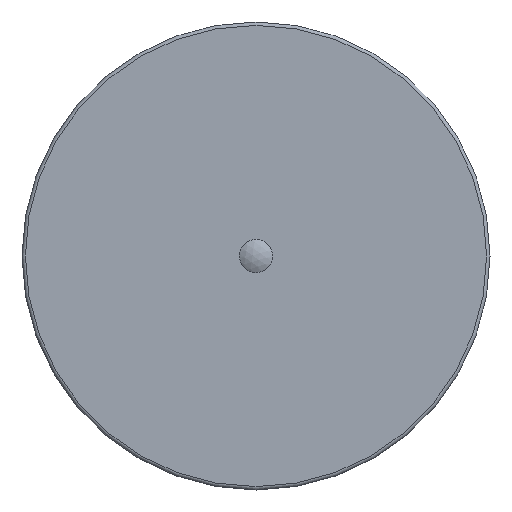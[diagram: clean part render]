
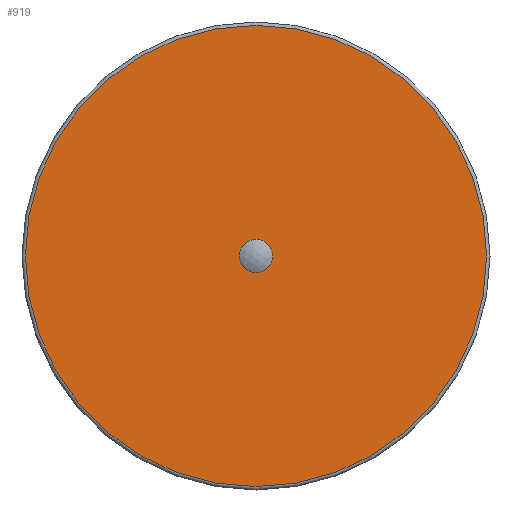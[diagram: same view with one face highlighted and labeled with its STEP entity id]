
A CAD part, front view. The second image highlights one B-rep face of the part: STEP entity #919.
In plain terms, the highlighted planar face has unit normal (0, -1, 0).
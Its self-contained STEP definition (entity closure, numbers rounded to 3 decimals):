
#52=FACE_BOUND('',#194,.T.);
#78=PLANE('',#1040);
#135=FACE_OUTER_BOUND('',#193,.T.);
#193=EDGE_LOOP('',(#768,#769));
#194=EDGE_LOOP('',(#770,#771));
#290=CIRCLE('',#952,3.873);
#291=CIRCLE('',#953,3.873);
#337=CIRCLE('',#1041,84.5);
#338=CIRCLE('',#1042,84.5);
#348=VERTEX_POINT('',#1328);
#349=VERTEX_POINT('',#1330);
#428=VERTEX_POINT('',#1675);
#429=VERTEX_POINT('',#1676);
#438=EDGE_CURVE('',#349,#348,#290,.T.);
#439=EDGE_CURVE('',#348,#349,#291,.T.);
#549=EDGE_CURVE('',#428,#429,#337,.T.);
#550=EDGE_CURVE('',#429,#428,#338,.T.);
#768=ORIENTED_EDGE('',*,*,#549,.F.);
#769=ORIENTED_EDGE('',*,*,#550,.F.);
#770=ORIENTED_EDGE('',*,*,#438,.T.);
#771=ORIENTED_EDGE('',*,*,#439,.T.);
#919=ADVANCED_FACE('',(#135,#52),#78,.T.);
#952=AXIS2_PLACEMENT_3D('',#1331,#1068,#1069);
#953=AXIS2_PLACEMENT_3D('',#1332,#1070,#1071);
#1040=AXIS2_PLACEMENT_3D('',#1674,#1279,#1280);
#1041=AXIS2_PLACEMENT_3D('',#1677,#1281,#1282);
#1042=AXIS2_PLACEMENT_3D('',#1678,#1283,#1284);
#1068=DIRECTION('center_axis',(0.,1.,0.));
#1069=DIRECTION('ref_axis',(0.153,0.,0.988));
#1070=DIRECTION('center_axis',(0.,1.,0.));
#1071=DIRECTION('ref_axis',(0.153,0.,0.988));
#1279=DIRECTION('center_axis',(0.,-1.,0.));
#1280=DIRECTION('ref_axis',(-0.342,0.,0.94));
#1281=DIRECTION('center_axis',(0.,1.,0.));
#1282=DIRECTION('ref_axis',(-0.342,0.,0.94));
#1283=DIRECTION('center_axis',(0.,1.,0.));
#1284=DIRECTION('ref_axis',(-0.342,0.,0.94));
#1328=CARTESIAN_POINT('',(-0.592,0.,-3.827));
#1330=CARTESIAN_POINT('',(0.592,0.,3.827));
#1331=CARTESIAN_POINT('Origin',(0.,0.,0.));
#1332=CARTESIAN_POINT('Origin',(0.,0.,0.));
#1674=CARTESIAN_POINT('Origin',(0.,0.,0.));
#1675=CARTESIAN_POINT('',(-28.901,0.,79.404));
#1676=CARTESIAN_POINT('',(28.901,0.,-79.404));
#1677=CARTESIAN_POINT('Origin',(0.,0.,0.));
#1678=CARTESIAN_POINT('Origin',(0.,0.,0.));
